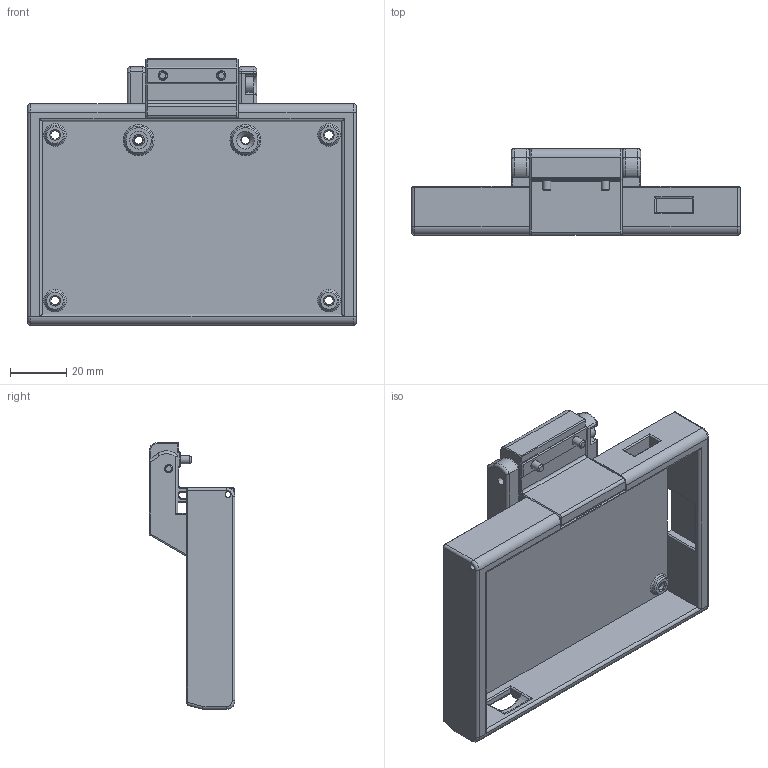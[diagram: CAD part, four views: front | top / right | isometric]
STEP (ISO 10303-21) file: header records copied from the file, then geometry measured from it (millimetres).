
FILE_DESCRIPTION(/* description */ (''),/* implementation_level */ '2;1');
FILE_NAME(/* name */ 'BTT PITFT43 LCD Mount.step',/* time_stamp */ '2021-11-02T17:55:37-07:00',/* author */ (''),/* organization */ (''),/* preprocessor_version */ 'ST-DEVELOPER v18.1',/* originating_system */ 'Autodesk Translation Framework v10.10.0.1391',/* authorisation */ '');
FILE_SCHEMA (('AUTOMOTIVE_DESIGN { 1 0 10303 214 3 1 1 }'));
Length unit declared in the file: millimetre
Products named in the file (11): BTT PITFT43 LCD Mount; LCD Case Front; LCD Case Hinge (1); M3x12 SHCS (36); M3x40 SHCS (5); M3x12 SHCS (35); LCD Case Rear Brace; M3x12 SHCS (12); M3x12 SHCS (34); M3x12 SHCS (33); M3x12 SHCS (32)
Assembly tree (10 placements, depth 3):
  BTT PITFT43 LCD Mount
    LCD Case Front
    LCD Case Hinge (1)
      M3x12 SHCS (36)
      M3x40 SHCS (5)
      M3x12 SHCS (35)
    LCD Case Rear Brace
      M3x12 SHCS (12)
      M3x12 SHCS (34)
      M3x12 SHCS (33)
      M3x12 SHCS (32)
Bounding box: 117 x 30.6 x 94.9 mm (x, y, z)
Volume: 53373.1 mm3; surface area: 42657.6 mm2
Topology: 6 solids, 6 shells, 441 faces, 1012 edges, 594 vertices
Faces by surface type: plane 177, cylinder 132, cone 103, bspline 14, torus 11, sphere 4
Full cylindrical faces by diameter (mm): 2.1 x2, 2.2 x1, 2.8 x2, 2.9 x1, 3 x7, 3.3 x2, 3.4 x2, 3.5 x1, 4.5 x4, 5.5 x3, 6 x2, 7 x4, 10 x2
Entity records: 13012 total; most frequent: CARTESIAN_POINT 2634, DIRECTION 2211, ORIENTED_EDGE 2020, EDGE_CURVE 1010, AXIS2_PLACEMENT_3D 812, VERTEX_POINT 594, LINE 587, VECTOR 587
